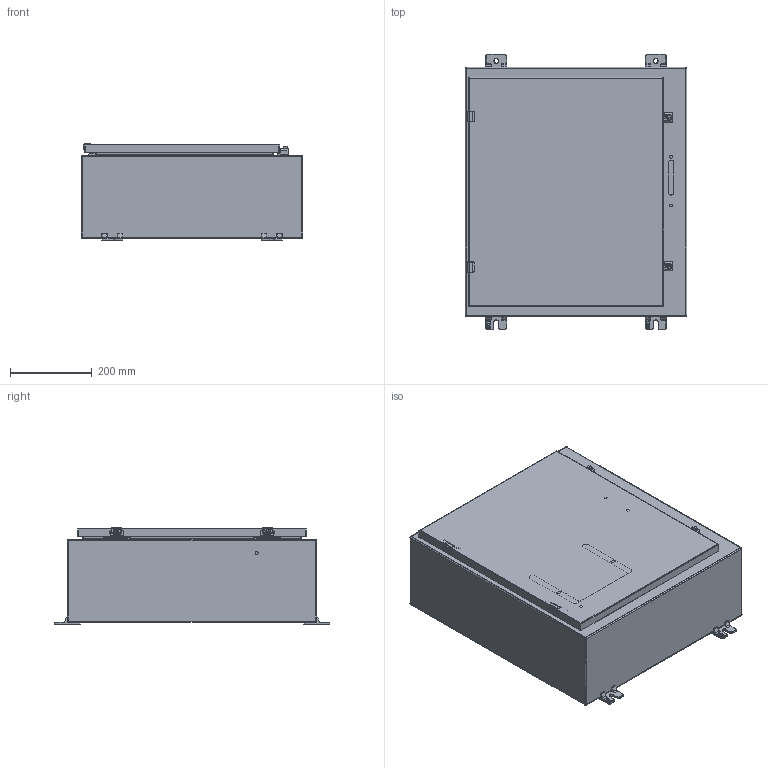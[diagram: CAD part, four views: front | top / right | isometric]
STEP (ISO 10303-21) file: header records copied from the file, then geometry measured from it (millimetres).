
FILE_DESCRIPTION (( 'STEP AP214' ), '1' );
FILE_NAME ('SCE-24HS2108LP.STEP', '2023-03-30T14:50:26', ( '' ), ( '' ), 'SwSTEP 2.0', 'SolidWorks 2021', '' );
FILE_SCHEMA (( 'AUTOMOTIVE_DESIGN' ));
Length unit declared in the file: inch
Products named in the file (1): SCE-24HS2108LP
Bounding box: 542.93 x 673.1 x 237.31 mm (x, y, z)
Volume: 3379827.9 mm3; surface area: 3149584.9 mm2
Topology: 53 solids, 53 shells, 2771 faces, 6877 edges, 4256 vertices
Faces by surface type: plane 1028, cylinder 881, bspline 669, torus 132, cone 61
Full cylindrical faces by diameter (mm): 1.016 x2, 3.454 x2, 3.978 x2, 4.318 x4, 4.369 x4, 4.978 x8, 5.182 x4, 5.207 x4, 5.232 x4, 5.537 x2, 6.096 x4, 6.198 x4, 6.299 x6, 6.35 x6, 6.363 x1, 7.137 x6, 7.874 x10, 7.925 x10, 8.433 x4, 9.296 x4, 9.322 x4, 9.525 x4, 9.55 x4, 11.125 x2, 12.7 x4, 12.878 x2, 14.288 x1, 14.986 x6
Entity records: 125735 total; most frequent: CARTESIAN_POINT 66249, ORIENTED_EDGE 13014, DIRECTION 10593, EDGE_CURVE 6507, VERTEX_POINT 4183, AXIS2_PLACEMENT_3D 3875, EDGE_LOOP 3224, FACE_OUTER_BOUND 2962
